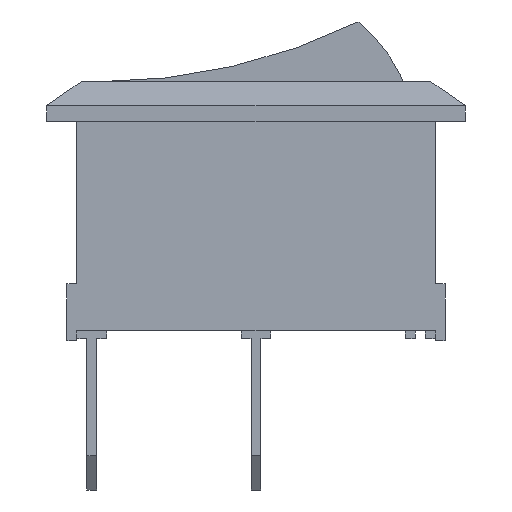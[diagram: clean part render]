
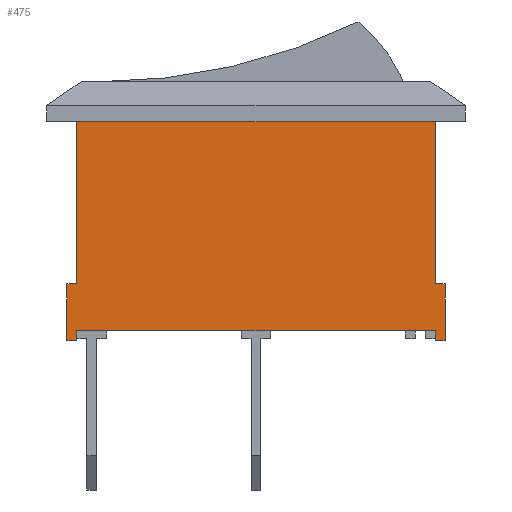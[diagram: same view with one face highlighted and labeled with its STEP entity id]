
A CAD part, left-side view. The second image highlights one B-rep face of the part: STEP entity #475.
In plain terms, the highlighted planar face has unit normal (-1, 0, 0).
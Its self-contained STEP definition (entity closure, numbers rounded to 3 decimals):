
#166=CARTESIAN_POINT('Vertex',(-6.,-9.,0.5)) ;
#169=CARTESIAN_POINT('Line Origine',(-6.,0.,0.5)) ;
#173=CARTESIAN_POINT('Vertex',(-6.,9.,0.5)) ;
#368=CARTESIAN_POINT('Vertex',(-6.,9.,0.)) ;
#371=CARTESIAN_POINT('Line Origine',(-6.,9.25,0.)) ;
#375=CARTESIAN_POINT('Vertex',(-6.,9.5,0.)) ;
#390=CARTESIAN_POINT('Axis2P3D Location',(-6.,-9.5,0.)) ;
#395=CARTESIAN_POINT('Line Origine',(-6.,0.,11.)) ;
#399=CARTESIAN_POINT('Vertex',(-6.,9.,11.)) ;
#401=CARTESIAN_POINT('Vertex',(-6.,-9.,11.)) ;
#404=CARTESIAN_POINT('Line Origine',(-6.,9.,6.928)) ;
#408=CARTESIAN_POINT('Vertex',(-6.,9.,2.855)) ;
#411=CARTESIAN_POINT('Line Origine',(-6.,9.25,2.855)) ;
#415=CARTESIAN_POINT('Vertex',(-6.,9.5,2.855)) ;
#418=CARTESIAN_POINT('Line Origine',(-6.,9.5,1.428)) ;
#423=CARTESIAN_POINT('Line Origine',(-6.,9.,0.25)) ;
#428=CARTESIAN_POINT('Line Origine',(-6.,-9.,0.25)) ;
#432=CARTESIAN_POINT('Vertex',(-6.,-9.,0.)) ;
#435=CARTESIAN_POINT('Line Origine',(-6.,-9.25,0.)) ;
#439=CARTESIAN_POINT('Vertex',(-6.,-9.5,0.)) ;
#442=CARTESIAN_POINT('Line Origine',(-6.,-9.5,1.428)) ;
#446=CARTESIAN_POINT('Vertex',(-6.,-9.5,2.855)) ;
#449=CARTESIAN_POINT('Line Origine',(-6.,-9.25,2.855)) ;
#453=CARTESIAN_POINT('Vertex',(-6.,-9.,2.855)) ;
#456=CARTESIAN_POINT('Line Origine',(-6.,-9.,6.928)) ;
#170=DIRECTION('Vector Direction',(0.,1.,0.)) ;
#372=DIRECTION('Vector Direction',(0.,1.,0.)) ;
#391=DIRECTION('Axis2P3D Direction',(1.,0.,0.)) ;
#392=DIRECTION('Axis2P3D XDirection',(0.,1.,0.)) ;
#396=DIRECTION('Vector Direction',(0.,1.,0.)) ;
#405=DIRECTION('Vector Direction',(0.,0.,-1.)) ;
#412=DIRECTION('Vector Direction',(0.,1.,0.)) ;
#419=DIRECTION('Vector Direction',(0.,0.,1.)) ;
#424=DIRECTION('Vector Direction',(0.,0.,-1.)) ;
#429=DIRECTION('Vector Direction',(0.,0.,1.)) ;
#436=DIRECTION('Vector Direction',(0.,1.,0.)) ;
#443=DIRECTION('Vector Direction',(0.,0.,1.)) ;
#450=DIRECTION('Vector Direction',(0.,-1.,0.)) ;
#457=DIRECTION('Vector Direction',(0.,0.,-1.)) ;
#393=AXIS2_PLACEMENT_3D('Plane Axis2P3D',#390,#391,#392) ;
#462=ORIENTED_EDGE('',*,*,#403,.F.) ;
#463=ORIENTED_EDGE('',*,*,#410,.T.) ;
#464=ORIENTED_EDGE('',*,*,#417,.T.) ;
#465=ORIENTED_EDGE('',*,*,#422,.F.) ;
#466=ORIENTED_EDGE('',*,*,#377,.T.) ;
#467=ORIENTED_EDGE('',*,*,#427,.T.) ;
#468=ORIENTED_EDGE('',*,*,#175,.T.) ;
#469=ORIENTED_EDGE('',*,*,#434,.T.) ;
#470=ORIENTED_EDGE('',*,*,#441,.T.) ;
#471=ORIENTED_EDGE('',*,*,#448,.T.) ;
#472=ORIENTED_EDGE('',*,*,#455,.T.) ;
#473=ORIENTED_EDGE('',*,*,#460,.T.) ;
#171=VECTOR('Line Direction',#170,1.) ;
#373=VECTOR('Line Direction',#372,1.) ;
#397=VECTOR('Line Direction',#396,1.) ;
#406=VECTOR('Line Direction',#405,1.) ;
#413=VECTOR('Line Direction',#412,1.) ;
#420=VECTOR('Line Direction',#419,1.) ;
#425=VECTOR('Line Direction',#424,1.) ;
#430=VECTOR('Line Direction',#429,1.) ;
#437=VECTOR('Line Direction',#436,1.) ;
#444=VECTOR('Line Direction',#443,1.) ;
#451=VECTOR('Line Direction',#450,1.) ;
#458=VECTOR('Line Direction',#457,1.) ;
#475=ADVANCED_FACE('PartBody',(#474),#394,.F.) ;
#175=EDGE_CURVE('',#174,#167,#172,.F.) ;
#377=EDGE_CURVE('',#376,#369,#374,.F.) ;
#403=EDGE_CURVE('',#400,#402,#398,.F.) ;
#410=EDGE_CURVE('',#400,#409,#407,.T.) ;
#417=EDGE_CURVE('',#409,#416,#414,.T.) ;
#422=EDGE_CURVE('',#376,#416,#421,.T.) ;
#427=EDGE_CURVE('',#369,#174,#426,.F.) ;
#434=EDGE_CURVE('',#167,#433,#431,.F.) ;
#441=EDGE_CURVE('',#433,#440,#438,.F.) ;
#448=EDGE_CURVE('',#440,#447,#445,.T.) ;
#455=EDGE_CURVE('',#447,#454,#452,.F.) ;
#460=EDGE_CURVE('',#454,#402,#459,.F.) ;
#461=EDGE_LOOP('',(#462,#463,#464,#465,#466,#467,#468,#469,#470,#471,#472,#473)) ;
#474=FACE_OUTER_BOUND('',#461,.T.) ;
#172=LINE('Line',#169,#171) ;
#374=LINE('Line',#371,#373) ;
#398=LINE('Line',#395,#397) ;
#407=LINE('Line',#404,#406) ;
#414=LINE('Line',#411,#413) ;
#421=LINE('Line',#418,#420) ;
#426=LINE('Line',#423,#425) ;
#431=LINE('Line',#428,#430) ;
#438=LINE('Line',#435,#437) ;
#445=LINE('Line',#442,#444) ;
#452=LINE('Line',#449,#451) ;
#459=LINE('Line',#456,#458) ;
#394=PLANE('Plane',#393) ;
#167=VERTEX_POINT('',#166) ;
#174=VERTEX_POINT('',#173) ;
#369=VERTEX_POINT('',#368) ;
#376=VERTEX_POINT('',#375) ;
#400=VERTEX_POINT('',#399) ;
#402=VERTEX_POINT('',#401) ;
#409=VERTEX_POINT('',#408) ;
#416=VERTEX_POINT('',#415) ;
#433=VERTEX_POINT('',#432) ;
#440=VERTEX_POINT('',#439) ;
#447=VERTEX_POINT('',#446) ;
#454=VERTEX_POINT('',#453) ;
